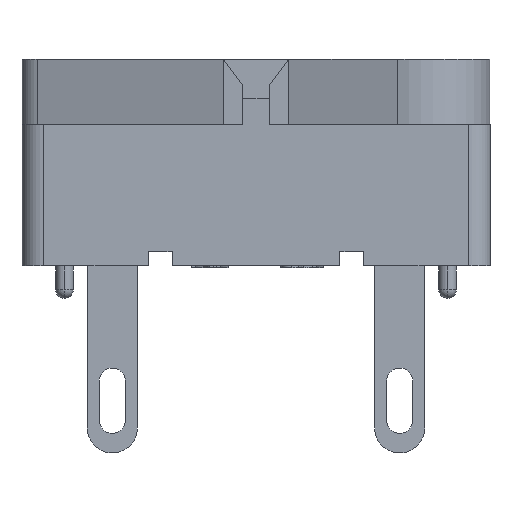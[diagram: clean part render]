
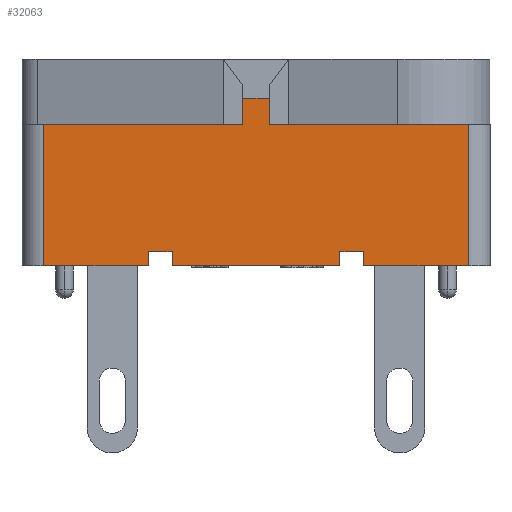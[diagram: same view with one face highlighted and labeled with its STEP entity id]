
A CAD part, front view. The second image highlights one B-rep face of the part: STEP entity #32063.
In plain terms, the highlighted planar face has unit normal (0, -1, 0).
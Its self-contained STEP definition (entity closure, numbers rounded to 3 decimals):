
#148 = AXIS2_PLACEMENT_3D ( 'NONE', #11355, #11356, #11357 ) ;
#619 = CARTESIAN_POINT ( 'NONE',  ( -4.948, -12.702, -8. ) ) ;
#632 = CARTESIAN_POINT ( 'NONE',  ( -9.748, -12.702, -8. ) ) ;
#696 = CARTESIAN_POINT ( 'NONE',  ( 3.852, -12.702, -8. ) ) ;
#745 = CARTESIAN_POINT ( 'NONE',  ( -3.848, -12.702, -8. ) ) ;
#849 = CARTESIAN_POINT ( 'NONE',  ( 4.952, -12.702, -8. ) ) ;
#862 = CARTESIAN_POINT ( 'NONE',  ( 9.752, -12.702, -8. ) ) ;
#925 = CARTESIAN_POINT ( 'NONE',  ( -0.598, -12.702, -1.5 ) ) ;
#927 = CARTESIAN_POINT ( 'NONE',  ( -9.748, -12.702, -1.5 ) ) ;
#5170 = LINE ( 'NONE', #6262, #5173 ) ;
#5173 = VECTOR ( 'NONE', #6266, 1000. ) ;
#5300 = LINE ( 'NONE', #7571, #5303 ) ;
#5303 = VECTOR ( 'NONE', #7572, 1000. ) ;
#6262 = CARTESIAN_POINT ( 'NONE',  ( 9.752, -12.702, -8. ) ) ;
#6266 = DIRECTION ( 'NONE',  ( -1., 0., 0. ) ) ;
#6699 = DIRECTION ( 'NONE',  ( -1., 0., 0. ) ) ;
#6706 = CARTESIAN_POINT ( 'NONE',  ( 9.752, -12.702, -1.5 ) ) ;
#7571 = CARTESIAN_POINT ( 'NONE',  ( 9.752, -12.702, -8. ) ) ;
#7572 = DIRECTION ( 'NONE',  ( -1., 0., 0. ) ) ;
#8320 = CARTESIAN_POINT ( 'NONE',  ( 0.602, -12.702, -0.3 ) ) ;
#8322 = CARTESIAN_POINT ( 'NONE',  ( 4.952, -12.702, -7.35 ) ) ;
#8324 = CARTESIAN_POINT ( 'NONE',  ( -4.948, -12.702, -7.35 ) ) ;
#8325 = CARTESIAN_POINT ( 'NONE',  ( -3.848, -12.702, -7.35 ) ) ;
#8331 = CARTESIAN_POINT ( 'NONE',  ( 3.852, -12.702, -7.35 ) ) ;
#8332 = CARTESIAN_POINT ( 'NONE',  ( -0.598, -12.702, -0.3 ) ) ;
#8366 = CARTESIAN_POINT ( 'NONE',  ( 0.602, -12.702, -1.5 ) ) ;
#8379 = CARTESIAN_POINT ( 'NONE',  ( 9.752, -12.702, -1.5 ) ) ;
#11347 = PLANE ( 'NONE',  #148 ) ;
#11355 = CARTESIAN_POINT ( 'NONE',  ( 9.752, -12.702, -8. ) ) ;
#11356 = DIRECTION ( 'NONE',  ( 0., 1., 0. ) ) ;
#11357 = DIRECTION ( 'NONE',  ( 0., 0., 1. ) ) ;
#11712 = EDGE_CURVE ( 'NONE', #28900, #28887, #29318, .T. ) ;
#11818 = EDGE_CURVE ( 'NONE', #25226, #28900, #29474, .T. ) ;
#11819 = EDGE_CURVE ( 'NONE', #28846, #28845, #29476, .T. ) ;
#11820 = EDGE_CURVE ( 'NONE', #28846, #25109, #29478, .T. ) ;
#11822 = EDGE_CURVE ( 'NONE', #28852, #25060, #29480, .T. ) ;
#11824 = EDGE_CURVE ( 'NONE', #28843, #28852, #29472, .T. ) ;
#11826 = EDGE_CURVE ( 'NONE', #28843, #25213, #29484, .T. ) ;
#11828 = EDGE_CURVE ( 'NONE', #28841, #28887, #29486, .T. ) ;
#11829 = EDGE_CURVE ( 'NONE', #28853, #28841, #29482, .T. ) ;
#11830 = EDGE_CURVE ( 'NONE', #28853, #25289, #29488, .T. ) ;
#11831 = EDGE_CURVE ( 'NONE', #24996, #25291, #29492, .T. ) ;
#11832 = EDGE_CURVE ( 'NONE', #28845, #24983, #29490, .T. ) ;
#11926 = FACE_OUTER_BOUND ( 'NONE', #34345, .T. ) ;
#12172 = EDGE_CURVE ( 'NONE', #25226, #25213, #29915, .T. ) ;
#12258 = EDGE_CURVE ( 'NONE', #25289, #25291, #30016, .T. ) ;
#24983 = VERTEX_POINT ( 'NONE', #619 ) ;
#24996 = VERTEX_POINT ( 'NONE', #632 ) ;
#25060 = VERTEX_POINT ( 'NONE', #696 ) ;
#25109 = VERTEX_POINT ( 'NONE', #745 ) ;
#25213 = VERTEX_POINT ( 'NONE', #849 ) ;
#25226 = VERTEX_POINT ( 'NONE', #862 ) ;
#25289 = VERTEX_POINT ( 'NONE', #925 ) ;
#25291 = VERTEX_POINT ( 'NONE', #927 ) ;
#26362 = EDGE_CURVE ( 'NONE', #24983, #24996, #5170, .T. ) ;
#26562 = ORIENTED_EDGE ( 'NONE', *, *, #11819, .F. ) ;
#26563 = ORIENTED_EDGE ( 'NONE', *, *, #11820, .T. ) ;
#26564 = ORIENTED_EDGE ( 'NONE', *, *, #27653, .F. ) ;
#26565 = ORIENTED_EDGE ( 'NONE', *, *, #11822, .F. ) ;
#26566 = ORIENTED_EDGE ( 'NONE', *, *, #11824, .F. ) ;
#26567 = ORIENTED_EDGE ( 'NONE', *, *, #11826, .T. ) ;
#26568 = ORIENTED_EDGE ( 'NONE', *, *, #12172, .F. ) ;
#26569 = ORIENTED_EDGE ( 'NONE', *, *, #11818, .T. ) ;
#26570 = ORIENTED_EDGE ( 'NONE', *, *, #11712, .T. ) ;
#26571 = ORIENTED_EDGE ( 'NONE', *, *, #11828, .F. ) ;
#26572 = ORIENTED_EDGE ( 'NONE', *, *, #11829, .F. ) ;
#26573 = ORIENTED_EDGE ( 'NONE', *, *, #11830, .T. ) ;
#26574 = ORIENTED_EDGE ( 'NONE', *, *, #12258, .T. ) ;
#26575 = ORIENTED_EDGE ( 'NONE', *, *, #11831, .F. ) ;
#26576 = ORIENTED_EDGE ( 'NONE', *, *, #26362, .F. ) ;
#26577 = ORIENTED_EDGE ( 'NONE', *, *, #11832, .F. ) ;
#27653 = EDGE_CURVE ( 'NONE', #25060, #25109, #5300, .T. ) ;
#28841 = VERTEX_POINT ( 'NONE', #8320 ) ;
#28843 = VERTEX_POINT ( 'NONE', #8322 ) ;
#28845 = VERTEX_POINT ( 'NONE', #8324 ) ;
#28846 = VERTEX_POINT ( 'NONE', #8325 ) ;
#28852 = VERTEX_POINT ( 'NONE', #8331 ) ;
#28853 = VERTEX_POINT ( 'NONE', #8332 ) ;
#28887 = VERTEX_POINT ( 'NONE', #8366 ) ;
#28900 = VERTEX_POINT ( 'NONE', #8379 ) ;
#29318 = LINE ( 'NONE', #6706, #29322 ) ;
#29322 = VECTOR ( 'NONE', #6699, 1000. ) ;
#29472 = LINE ( 'NONE', #30226, #29485 ) ;
#29474 = LINE ( 'NONE', #30231, #29477 ) ;
#29476 = LINE ( 'NONE', #30233, #29479 ) ;
#29477 = VECTOR ( 'NONE', #30232, 1000. ) ;
#29478 = LINE ( 'NONE', #30235, #29481 ) ;
#29479 = VECTOR ( 'NONE', #30234, 1000. ) ;
#29480 = LINE ( 'NONE', #30237, #29483 ) ;
#29481 = VECTOR ( 'NONE', #30236, 1000. ) ;
#29482 = LINE ( 'NONE', #30229, #29491 ) ;
#29483 = VECTOR ( 'NONE', #30239, 1000. ) ;
#29484 = LINE ( 'NONE', #30241, #29487 ) ;
#29485 = VECTOR ( 'NONE', #30240, 1000. ) ;
#29486 = LINE ( 'NONE', #30243, #29489 ) ;
#29487 = VECTOR ( 'NONE', #30242, 1000. ) ;
#29488 = LINE ( 'NONE', #30238, #29493 ) ;
#29489 = VECTOR ( 'NONE', #30245, 1000. ) ;
#29490 = LINE ( 'NONE', #30244, #29497 ) ;
#29491 = VECTOR ( 'NONE', #30246, 1000. ) ;
#29492 = LINE ( 'NONE', #30249, #29495 ) ;
#29493 = VECTOR ( 'NONE', #30248, 1000. ) ;
#29495 = VECTOR ( 'NONE', #30251, 1000. ) ;
#29497 = VECTOR ( 'NONE', #30252, 1000. ) ;
#29915 = LINE ( 'NONE', #31152, #29917 ) ;
#29917 = VECTOR ( 'NONE', #31136, 1000. ) ;
#30016 = LINE ( 'NONE', #31422, #30025 ) ;
#30025 = VECTOR ( 'NONE', #31434, 1000. ) ;
#30226 = CARTESIAN_POINT ( 'NONE',  ( 4.952, -12.702, -7.35 ) ) ;
#30229 = CARTESIAN_POINT ( 'NONE',  ( -0.598, -12.702, -0.3 ) ) ;
#30231 = CARTESIAN_POINT ( 'NONE',  ( 9.752, -12.702, -8. ) ) ;
#30232 = DIRECTION ( 'NONE',  ( 0., 0., 1. ) ) ;
#30233 = CARTESIAN_POINT ( 'NONE',  ( -3.848, -12.702, -7.35 ) ) ;
#30234 = DIRECTION ( 'NONE',  ( -1., 0., 0. ) ) ;
#30235 = CARTESIAN_POINT ( 'NONE',  ( -3.848, -12.702, -7.35 ) ) ;
#30236 = DIRECTION ( 'NONE',  ( 0., 0., -1. ) ) ;
#30237 = CARTESIAN_POINT ( 'NONE',  ( 3.852, -12.702, -7.35 ) ) ;
#30238 = CARTESIAN_POINT ( 'NONE',  ( -0.598, -12.702, -0.3 ) ) ;
#30239 = DIRECTION ( 'NONE',  ( 0., 0., -1. ) ) ;
#30240 = DIRECTION ( 'NONE',  ( -1., 0., 0. ) ) ;
#30241 = CARTESIAN_POINT ( 'NONE',  ( 4.952, -12.702, -7.35 ) ) ;
#30242 = DIRECTION ( 'NONE',  ( 0., 0., -1. ) ) ;
#30243 = CARTESIAN_POINT ( 'NONE',  ( 0.602, -12.702, -0.3 ) ) ;
#30244 = CARTESIAN_POINT ( 'NONE',  ( -4.948, -12.702, -7.35 ) ) ;
#30245 = DIRECTION ( 'NONE',  ( 0., 0., -1. ) ) ;
#30246 = DIRECTION ( 'NONE',  ( 1., 0., 0. ) ) ;
#30248 = DIRECTION ( 'NONE',  ( 0., 0., -1. ) ) ;
#30249 = CARTESIAN_POINT ( 'NONE',  ( -9.748, -12.702, -8. ) ) ;
#30251 = DIRECTION ( 'NONE',  ( 0., 0., 1. ) ) ;
#30252 = DIRECTION ( 'NONE',  ( 0., 0., -1. ) ) ;
#31136 = DIRECTION ( 'NONE',  ( -1., 0., 0. ) ) ;
#31152 = CARTESIAN_POINT ( 'NONE',  ( 9.752, -12.702, -8. ) ) ;
#31422 = CARTESIAN_POINT ( 'NONE',  ( 9.752, -12.702, -1.5 ) ) ;
#31434 = DIRECTION ( 'NONE',  ( -1., 0., 0. ) ) ;
#32063 = ADVANCED_FACE ( 'NONE', ( #11926 ), #11347, .F. ) ;
#34345 = EDGE_LOOP ( 'NONE', ( #26562, #26563, #26564, #26565, #26566, #26567, #26568, #26569, #26570, #26571, #26572, #26573, #26574, #26575, #26576, #26577 ) ) ;
